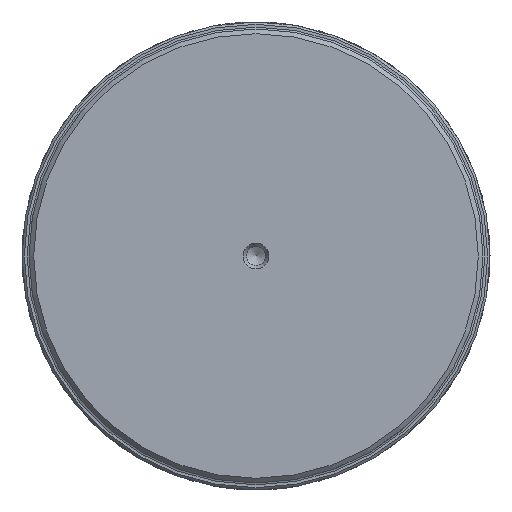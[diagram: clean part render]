
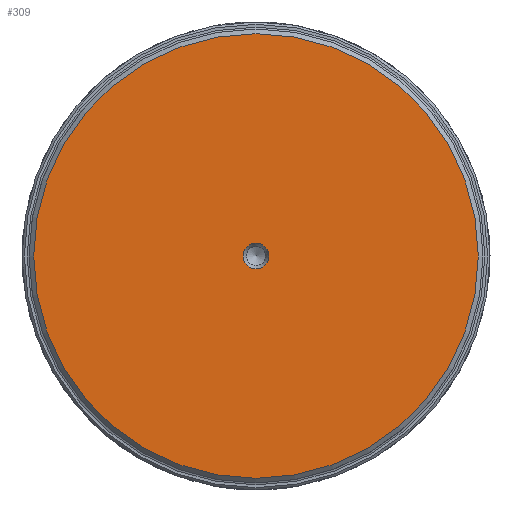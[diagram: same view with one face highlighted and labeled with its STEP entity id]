
A CAD part, left-side view. The second image highlights one B-rep face of the part: STEP entity #309.
In plain terms, the highlighted planar face has unit normal (-1, 0, 0).
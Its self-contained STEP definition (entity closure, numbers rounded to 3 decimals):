
#309=ADVANCED_FACE('',(#484,#485),#338,.F.);
#338=PLANE('',#1381);
#484=FACE_BOUND('',#576,.T.);
#485=FACE_BOUND('',#577,.T.);
#576=EDGE_LOOP('',(#910));
#577=EDGE_LOOP('',(#911));
#910=ORIENTED_EDGE('',*,*,#1202,.T.);
#911=ORIENTED_EDGE('',*,*,#1199,.T.);
#1031=VERTEX_POINT('',#2575);
#1034=VERTEX_POINT('',#2585);
#1199=EDGE_CURVE('',#1031,#1031,#1252,.T.);
#1202=EDGE_CURVE('',#1034,#1034,#1255,.T.);
#1252=CIRCLE('',#1373,47.5);
#1255=CIRCLE('',#1380,2.75);
#1373=AXIS2_PLACEMENT_3D('',#2574,#1672,#1673);
#1380=AXIS2_PLACEMENT_3D('',#2584,#1686,#1687);
#1381=AXIS2_PLACEMENT_3D('',#2586,#1688,#1689);
#1672=DIRECTION('',(-1.,0.,0.));
#1673=DIRECTION('',(0.,0.,-1.));
#1686=DIRECTION('',(1.,0.,0.));
#1687=DIRECTION('',(0.,0.,-1.));
#1688=DIRECTION('',(1.,0.,0.));
#1689=DIRECTION('',(0.,0.,-1.));
#2574=CARTESIAN_POINT('',(0.,0.,0.));
#2575=CARTESIAN_POINT('',(0.,0.,-47.5));
#2584=CARTESIAN_POINT('',(0.,0.,0.));
#2585=CARTESIAN_POINT('',(0.,0.,-2.75));
#2586=CARTESIAN_POINT('',(0.,0.,0.));
